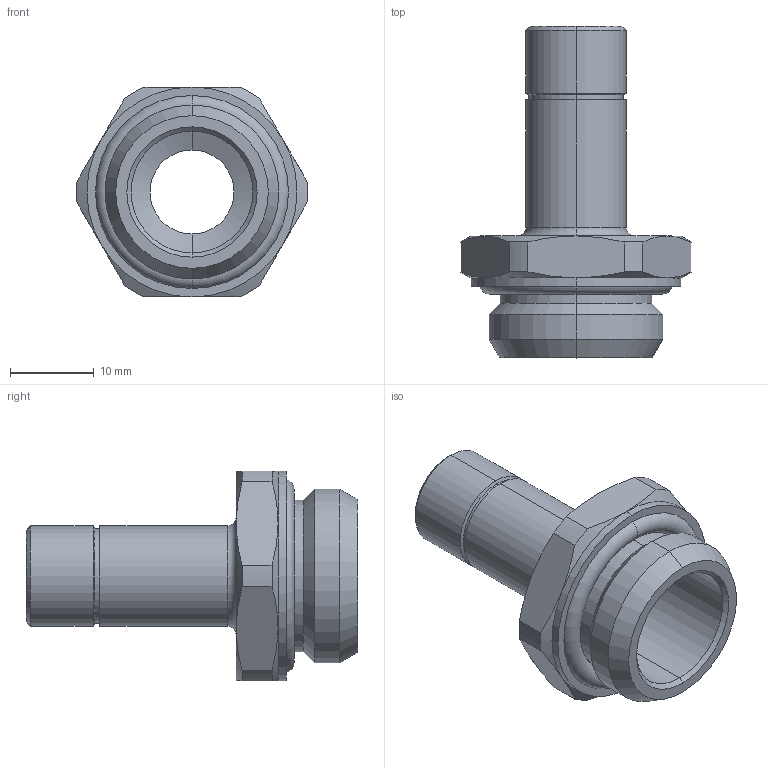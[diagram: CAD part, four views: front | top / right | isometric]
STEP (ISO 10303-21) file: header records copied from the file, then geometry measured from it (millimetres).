
FILE_DESCRIPTION (( 'STEP AP203' ), '1' );
FILE_NAME ('A0280064.STEP', '2009-12-14T14:50:46', ( '' ), ( 'sopra-pneumatic' ), 'SwSTEP 2.0', 'SolidWorks 2009', '' );
FILE_SCHEMA (( 'CONFIG_CONTROL_DESIGN' ));
Length unit declared in the file: millimetre
Products named in the file (1): A0280064
Bounding box: 27.49 x 39.5 x 25 mm (x, y, z)
Volume: 4422.1 mm3; surface area: 4295.4 mm2
Topology: 1 solids, 1 shells, 62 faces, 134 edges, 78 vertices
Faces by surface type: cone 24, cylinder 22, plane 12, torus 4
Entity records: 1845 total; most frequent: CARTESIAN_POINT 411, DIRECTION 306, ORIENTED_EDGE 268, EDGE_CURVE 134, AXIS2_PLACEMENT_3D 133, VERTEX_POINT 78, CIRCLE 70, EDGE_LOOP 68
